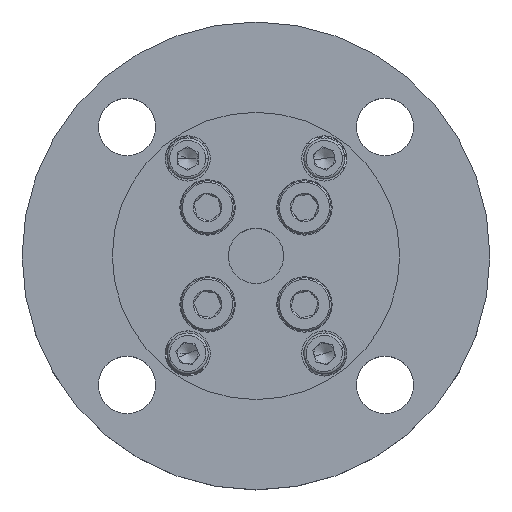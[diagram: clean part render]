
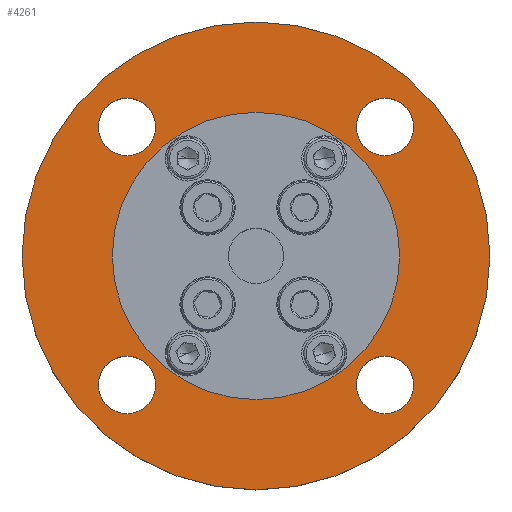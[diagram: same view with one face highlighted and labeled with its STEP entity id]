
A CAD part, top view. The second image highlights one B-rep face of the part: STEP entity #4261.
In plain terms, the highlighted planar face has unit normal (0, 0, 1).
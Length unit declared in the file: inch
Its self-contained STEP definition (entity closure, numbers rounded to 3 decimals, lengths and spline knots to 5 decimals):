
#416 = EDGE_CURVE ( 'NONE', #5963, #6147, #29907, .T. ) ;
#740 = DIRECTION ( 'NONE',  ( 0., 0., 1. ) ) ;
#831 = DIRECTION ( 'NONE',  ( 1., 0., 0. ) ) ;
#1691 = ORIENTED_EDGE ( 'NONE', *, *, #7073, .F. ) ;
#1706 = EDGE_CURVE ( 'NONE', #28937, #13708, #30653, .T. ) ;
#2004 = CIRCLE ( 'NONE', #12900, 0.27559 ) ;
#2160 = CARTESIAN_POINT ( 'NONE',  ( 0., 0., 0.50394 ) ) ;
#2252 = EDGE_CURVE ( 'NONE', #3147, #13349, #25107, .T. ) ;
#2264 = DIRECTION ( 'NONE',  ( 0., 0., 1. ) ) ;
#2743 = DIRECTION ( 'NONE',  ( 0., 0., 1. ) ) ;
#2963 = CIRCLE ( 'NONE', #8618, 0.27559 ) ;
#3049 = CARTESIAN_POINT ( 'NONE',  ( 1.37795, 0., 0.50394 ) ) ;
#3147 = VERTEX_POINT ( 'NONE', #3049 ) ;
#3502 = CARTESIAN_POINT ( 'NONE',  ( 0., 0., 0.50394 ) ) ;
#4261 = ADVANCED_FACE ( 'NONE', ( #25811, #19154, #12504, #5823, #32420, #31630 ), #9249, .F. ) ;
#4344 = CARTESIAN_POINT ( 'NONE',  ( 0., 1.37795, 0.50394 ) ) ;
#4661 = DIRECTION ( 'NONE',  ( 1., 0., 0. ) ) ;
#5103 = CIRCLE ( 'NONE', #22803, 0.27559 ) ;
#5230 = CARTESIAN_POINT ( 'NONE',  ( 2.24409, 0., 0.50394 ) ) ;
#5449 = VERTEX_POINT ( 'NONE', #16045 ) ;
#5823 = FACE_BOUND ( 'NONE', #11127, .T. ) ;
#5963 = VERTEX_POINT ( 'NONE', #22898 ) ;
#6005 = DIRECTION ( 'NONE',  ( 1., 0., 0. ) ) ;
#6147 = VERTEX_POINT ( 'NONE', #21260 ) ;
#6253 = CARTESIAN_POINT ( 'NONE',  ( -1.23744, 1.23744, 0.50394 ) ) ;
#6830 = DIRECTION ( 'NONE',  ( -1., 0., 0. ) ) ;
#7073 = EDGE_CURVE ( 'NONE', #12078, #14734, #2963, .T. ) ;
#7518 = ORIENTED_EDGE ( 'NONE', *, *, #2252, .F. ) ;
#7562 = DIRECTION ( 'NONE',  ( 0., 0., 1. ) ) ;
#8618 = AXIS2_PLACEMENT_3D ( 'NONE', #22568, #7562, #25080 ) ;
#8762 = DIRECTION ( 'NONE',  ( 1., 0., 0. ) ) ;
#8834 = DIRECTION ( 'NONE',  ( 0., 0., 1. ) ) ;
#9232 = VERTEX_POINT ( 'NONE', #21030 ) ;
#9249 = PLANE ( 'NONE',  #11856 ) ;
#10055 = DIRECTION ( 'NONE',  ( 0., 0., 1. ) ) ;
#10211 = CARTESIAN_POINT ( 'NONE',  ( -0.96185, -1.23744, 0.50394 ) ) ;
#10363 = EDGE_CURVE ( 'NONE', #10409, #9232, #11036, .T. ) ;
#10409 = VERTEX_POINT ( 'NONE', #30679 ) ;
#10764 = ORIENTED_EDGE ( 'NONE', *, *, #12731, .F. ) ;
#10838 = DIRECTION ( 'NONE',  ( 0., 0., 1. ) ) ;
#11036 = CIRCLE ( 'NONE', #17100, 0.27559 ) ;
#11127 = EDGE_LOOP ( 'NONE', ( #10764, #18299 ) ) ;
#11158 = AXIS2_PLACEMENT_3D ( 'NONE', #17243, #2264, #19758 ) ;
#11670 = EDGE_CURVE ( 'NONE', #6147, #5963, #5103, .T. ) ;
#11856 = AXIS2_PLACEMENT_3D ( 'NONE', #4344, #21864, #6830 ) ;
#12078 = VERTEX_POINT ( 'NONE', #29108 ) ;
#12504 = FACE_BOUND ( 'NONE', #25062, .T. ) ;
#12731 = EDGE_CURVE ( 'NONE', #9232, #10409, #31569, .T. ) ;
#12900 = AXIS2_PLACEMENT_3D ( 'NONE', #25841, #10838, #28349 ) ;
#13349 = VERTEX_POINT ( 'NONE', #28665 ) ;
#13490 = CIRCLE ( 'NONE', #16904, 2.24409 ) ;
#13708 = VERTEX_POINT ( 'NONE', #5230 ) ;
#14055 = AXIS2_PLACEMENT_3D ( 'NONE', #17715, #2743, #20233 ) ;
#14620 = ORIENTED_EDGE ( 'NONE', *, *, #16406, .F. ) ;
#14631 = DIRECTION ( 'NONE',  ( 0., 0., 1. ) ) ;
#14734 = VERTEX_POINT ( 'NONE', #10211 ) ;
#14867 = EDGE_CURVE ( 'NONE', #13708, #28937, #13490, .T. ) ;
#14907 = AXIS2_PLACEMENT_3D ( 'NONE', #3502, #21014, #6005 ) ;
#15712 = CARTESIAN_POINT ( 'NONE',  ( 1.23744, 1.23744, 0.50394 ) ) ;
#15818 = DIRECTION ( 'NONE',  ( 0., 0., 1. ) ) ;
#16045 = CARTESIAN_POINT ( 'NONE',  ( 1.51303, -1.23744, 0.50394 ) ) ;
#16406 = EDGE_CURVE ( 'NONE', #5449, #27932, #31318, .T. ) ;
#16904 = AXIS2_PLACEMENT_3D ( 'NONE', #23840, #8834, #26360 ) ;
#17100 = AXIS2_PLACEMENT_3D ( 'NONE', #15712, #740, #18203 ) ;
#17243 = CARTESIAN_POINT ( 'NONE',  ( -1.23744, -1.23744, 0.50394 ) ) ;
#17625 = CARTESIAN_POINT ( 'NONE',  ( -1.23744, 1.23744, 0.50394 ) ) ;
#17715 = CARTESIAN_POINT ( 'NONE',  ( 1.23744, -1.23744, 0.50394 ) ) ;
#18203 = DIRECTION ( 'NONE',  ( 1., 0., 0. ) ) ;
#18299 = ORIENTED_EDGE ( 'NONE', *, *, #10363, .F. ) ;
#18997 = ORIENTED_EDGE ( 'NONE', *, *, #24372, .F. ) ;
#19154 = FACE_BOUND ( 'NONE', #30040, .T. ) ;
#19646 = DIRECTION ( 'NONE',  ( 0., 0., 1. ) ) ;
#19758 = DIRECTION ( 'NONE',  ( 1., 0., 0. ) ) ;
#20233 = DIRECTION ( 'NONE',  ( 1., 0., 0. ) ) ;
#20827 = EDGE_LOOP ( 'NONE', ( #24936, #25833 ) ) ;
#21014 = DIRECTION ( 'NONE',  ( 0., 0., 1. ) ) ;
#21030 = CARTESIAN_POINT ( 'NONE',  ( 1.51303, 1.23744, 0.50394 ) ) ;
#21260 = CARTESIAN_POINT ( 'NONE',  ( -1.51303, 1.23744, 0.50394 ) ) ;
#21612 = CIRCLE ( 'NONE', #26500, 1.37795 ) ;
#21864 = DIRECTION ( 'NONE',  ( 0., 0., -1. ) ) ;
#22568 = CARTESIAN_POINT ( 'NONE',  ( -1.23744, -1.23744, 0.50394 ) ) ;
#22696 = AXIS2_PLACEMENT_3D ( 'NONE', #29591, #14631, #32084 ) ;
#22803 = AXIS2_PLACEMENT_3D ( 'NONE', #6253, #23756, #8762 ) ;
#22898 = CARTESIAN_POINT ( 'NONE',  ( -0.96185, 1.23744, 0.50394 ) ) ;
#23327 = CARTESIAN_POINT ( 'NONE',  ( -2.24409, 0., 0.50394 ) ) ;
#23756 = DIRECTION ( 'NONE',  ( 0., 0., 1. ) ) ;
#23840 = CARTESIAN_POINT ( 'NONE',  ( 0., 0., 0.50394 ) ) ;
#24372 = EDGE_CURVE ( 'NONE', #14734, #12078, #30409, .T. ) ;
#24936 = ORIENTED_EDGE ( 'NONE', *, *, #14867, .T. ) ;
#25057 = DIRECTION ( 'NONE',  ( 1., 0., 0. ) ) ;
#25062 = EDGE_LOOP ( 'NONE', ( #25458, #26273 ) ) ;
#25080 = DIRECTION ( 'NONE',  ( 1., 0., 0. ) ) ;
#25107 = CIRCLE ( 'NONE', #14907, 1.37795 ) ;
#25170 = AXIS2_PLACEMENT_3D ( 'NONE', #2160, #19646, #4661 ) ;
#25227 = ORIENTED_EDGE ( 'NONE', *, *, #31429, .F. ) ;
#25372 = CARTESIAN_POINT ( 'NONE',  ( 0.96185, -1.23744, 0.50394 ) ) ;
#25458 = ORIENTED_EDGE ( 'NONE', *, *, #416, .F. ) ;
#25811 = FACE_BOUND ( 'NONE', #27271, .T. ) ;
#25833 = ORIENTED_EDGE ( 'NONE', *, *, #1706, .T. ) ;
#25841 = CARTESIAN_POINT ( 'NONE',  ( 1.23744, -1.23744, 0.50394 ) ) ;
#26273 = ORIENTED_EDGE ( 'NONE', *, *, #11670, .F. ) ;
#26360 = DIRECTION ( 'NONE',  ( 1., 0., 0. ) ) ;
#26500 = AXIS2_PLACEMENT_3D ( 'NONE', #30777, #15818, #831 ) ;
#27271 = EDGE_LOOP ( 'NONE', ( #14620, #32298 ) ) ;
#27289 = AXIS2_PLACEMENT_3D ( 'NONE', #17625, #10055, #25057 ) ;
#27932 = VERTEX_POINT ( 'NONE', #25372 ) ;
#28349 = DIRECTION ( 'NONE',  ( 1., 0., 0. ) ) ;
#28665 = CARTESIAN_POINT ( 'NONE',  ( -1.37795, 0., 0.50394 ) ) ;
#28937 = VERTEX_POINT ( 'NONE', #23327 ) ;
#29108 = CARTESIAN_POINT ( 'NONE',  ( -1.51303, -1.23744, 0.50394 ) ) ;
#29591 = CARTESIAN_POINT ( 'NONE',  ( 1.23744, 1.23744, 0.50394 ) ) ;
#29673 = EDGE_LOOP ( 'NONE', ( #7518, #25227 ) ) ;
#29907 = CIRCLE ( 'NONE', #27289, 0.27559 ) ;
#30040 = EDGE_LOOP ( 'NONE', ( #18997, #1691 ) ) ;
#30409 = CIRCLE ( 'NONE', #11158, 0.27559 ) ;
#30653 = CIRCLE ( 'NONE', #25170, 2.24409 ) ;
#30679 = CARTESIAN_POINT ( 'NONE',  ( 0.96185, 1.23744, 0.50394 ) ) ;
#30777 = CARTESIAN_POINT ( 'NONE',  ( 0., 0., 0.50394 ) ) ;
#31318 = CIRCLE ( 'NONE', #14055, 0.27559 ) ;
#31429 = EDGE_CURVE ( 'NONE', #13349, #3147, #21612, .T. ) ;
#31569 = CIRCLE ( 'NONE', #22696, 0.27559 ) ;
#31630 = FACE_OUTER_BOUND ( 'NONE', #20827, .T. ) ;
#31808 = EDGE_CURVE ( 'NONE', #27932, #5449, #2004, .T. ) ;
#32084 = DIRECTION ( 'NONE',  ( 1., 0., 0. ) ) ;
#32298 = ORIENTED_EDGE ( 'NONE', *, *, #31808, .F. ) ;
#32420 = FACE_BOUND ( 'NONE', #29673, .T. ) ;
